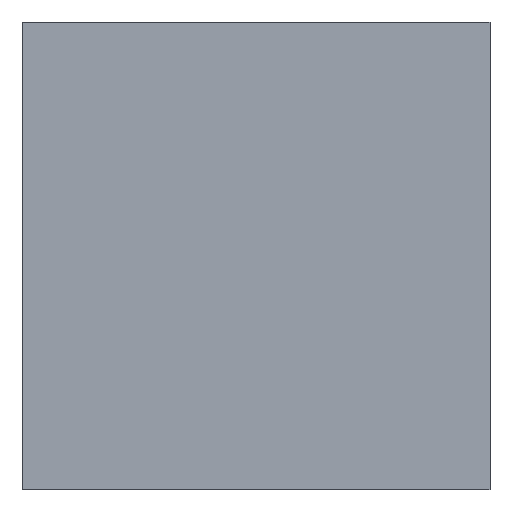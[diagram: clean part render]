
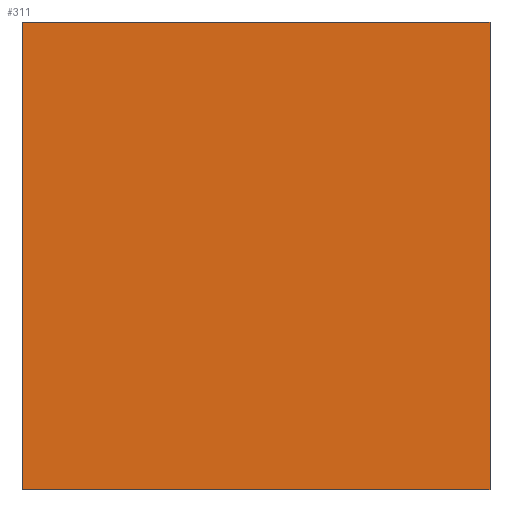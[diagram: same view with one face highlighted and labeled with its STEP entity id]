
A CAD part, front view. The second image highlights one B-rep face of the part: STEP entity #311.
In plain terms, the highlighted planar face has unit normal (0, -1, 0).
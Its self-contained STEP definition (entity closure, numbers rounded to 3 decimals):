
#7 = ORIENTED_EDGE ( 'NONE', *, *, #54, .F. ) ;
#15 = DIRECTION ( 'NONE',  ( 0., 0., -1. ) ) ;
#51 = EDGE_CURVE ( 'NONE', #327, #97, #179, .T. ) ;
#54 = EDGE_CURVE ( 'NONE', #117, #200, #152, .T. ) ;
#70 = CARTESIAN_POINT ( 'NONE',  ( 4.224, -59.397, 10. ) ) ;
#72 = AXIS2_PLACEMENT_3D ( 'NONE', #288, #130, #132 ) ;
#73 = DIRECTION ( 'NONE',  ( 0., 0., -1. ) ) ;
#83 = CARTESIAN_POINT ( 'NONE',  ( -5.776, -59.397, 0. ) ) ;
#85 = EDGE_LOOP ( 'NONE', ( #145, #7, #93, #281 ) ) ;
#87 = VECTOR ( 'NONE', #15, 1000. ) ;
#93 = ORIENTED_EDGE ( 'NONE', *, *, #271, .F. ) ;
#97 = VERTEX_POINT ( 'NONE', #251 ) ;
#98 = CARTESIAN_POINT ( 'NONE',  ( -5.776, -59.397, 10. ) ) ;
#104 = VECTOR ( 'NONE', #180, 1000. ) ;
#107 = PLANE ( 'NONE',  #72 ) ;
#117 = VERTEX_POINT ( 'NONE', #70 ) ;
#121 = LINE ( 'NONE', #98, #177 ) ;
#130 = DIRECTION ( 'NONE',  ( 0., 1., 0. ) ) ;
#132 = DIRECTION ( 'NONE',  ( 0., 0., 1. ) ) ;
#145 = ORIENTED_EDGE ( 'NONE', *, *, #243, .T. ) ;
#152 = LINE ( 'NONE', #305, #232 ) ;
#167 = CARTESIAN_POINT ( 'NONE',  ( 4.224, -59.397, 0. ) ) ;
#172 = CARTESIAN_POINT ( 'NONE',  ( -5.776, -59.397, 10. ) ) ;
#177 = VECTOR ( 'NONE', #260, 1000. ) ;
#179 = LINE ( 'NONE', #172, #87 ) ;
#180 = DIRECTION ( 'NONE',  ( 1., 0., 0. ) ) ;
#200 = VERTEX_POINT ( 'NONE', #167 ) ;
#231 = FACE_OUTER_BOUND ( 'NONE', #85, .T. ) ;
#232 = VECTOR ( 'NONE', #73, 1000. ) ;
#236 = CARTESIAN_POINT ( 'NONE',  ( -5.776, -59.397, 10. ) ) ;
#243 = EDGE_CURVE ( 'NONE', #97, #200, #267, .T. ) ;
#251 = CARTESIAN_POINT ( 'NONE',  ( -5.776, -59.397, 0. ) ) ;
#260 = DIRECTION ( 'NONE',  ( 1., 0., 0. ) ) ;
#267 = LINE ( 'NONE', #83, #104 ) ;
#271 = EDGE_CURVE ( 'NONE', #327, #117, #121, .T. ) ;
#281 = ORIENTED_EDGE ( 'NONE', *, *, #51, .T. ) ;
#288 = CARTESIAN_POINT ( 'NONE',  ( -5.776, -59.397, 10. ) ) ;
#305 = CARTESIAN_POINT ( 'NONE',  ( 4.224, -59.397, 10. ) ) ;
#311 = ADVANCED_FACE ( 'NONE', ( #231 ), #107, .F. ) ;
#327 = VERTEX_POINT ( 'NONE', #236 ) ;
